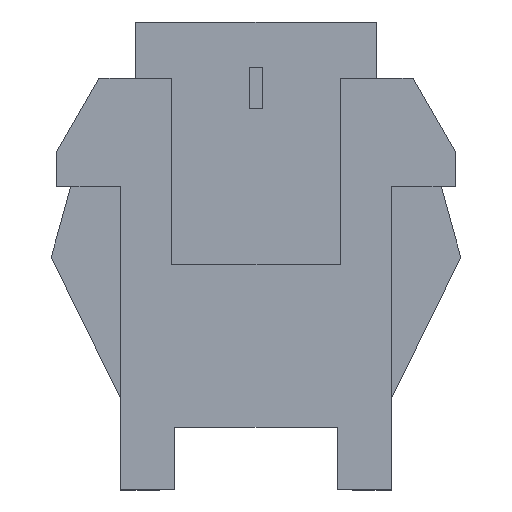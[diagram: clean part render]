
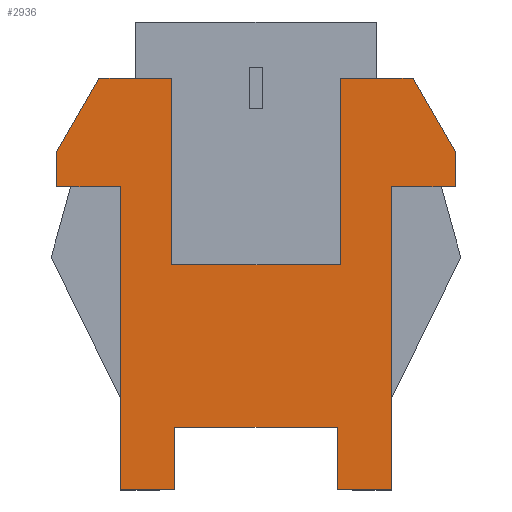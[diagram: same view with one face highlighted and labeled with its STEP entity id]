
A CAD part, front view. The second image highlights one B-rep face of the part: STEP entity #2936.
In plain terms, the highlighted planar face has unit normal (0, -1, 0).
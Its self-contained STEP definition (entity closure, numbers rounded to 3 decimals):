
#5 = FACE_OUTER_BOUND ( 'NONE', #2937, .T. ) ;
#97 = DIRECTION ( 'NONE',  ( 0., 0., 1. ) ) ;
#98 = DIRECTION ( 'NONE',  ( 0., 1., 0. ) ) ;
#99 = CARTESIAN_POINT ( 'NONE',  ( 6.25, -3.3, 0. ) ) ;
#100 = AXIS2_PLACEMENT_3D ( 'NONE', #99, #98, #97 ) ;
#103 = PLANE ( 'NONE',  #100 ) ;
#338 = DIRECTION ( 'NONE',  ( 1., 0., 0. ) ) ;
#339 = VECTOR ( 'NONE', #338, 1000. ) ;
#340 = CARTESIAN_POINT ( 'NONE',  ( -3.75, -3.3, 2.9 ) ) ;
#341 = LINE ( 'NONE', #340, #339 ) ;
#342 = DIRECTION ( 'NONE',  ( 0., 0., -1. ) ) ;
#343 = VECTOR ( 'NONE', #342, 1000. ) ;
#344 = CARTESIAN_POINT ( 'NONE',  ( -6.25, -3.3, 0. ) ) ;
#345 = LINE ( 'NONE', #344, #343 ) ;
#351 = DIRECTION ( 'NONE',  ( 0., 0., 1. ) ) ;
#352 = VECTOR ( 'NONE', #351, 1000. ) ;
#353 = CARTESIAN_POINT ( 'NONE',  ( -3.75, -3.3, 0. ) ) ;
#354 = LINE ( 'NONE', #353, #352 ) ;
#355 = CARTESIAN_POINT ( 'NONE',  ( 9.2, -3.3, 14. ) ) ;
#356 = DIRECTION ( 'NONE',  ( -1., 0., 0. ) ) ;
#357 = VECTOR ( 'NONE', #356, 1000. ) ;
#358 = CARTESIAN_POINT ( 'NONE',  ( 9.2, -3.3, 14. ) ) ;
#359 = LINE ( 'NONE', #358, #357 ) ;
#360 = CARTESIAN_POINT ( 'NONE',  ( 6.25, -3.3, 14. ) ) ;
#361 = DIRECTION ( 'NONE',  ( 0., 0., -1. ) ) ;
#362 = VECTOR ( 'NONE', #361, 1000. ) ;
#363 = CARTESIAN_POINT ( 'NONE',  ( 6.25, -3.3, 0. ) ) ;
#364 = LINE ( 'NONE', #363, #362 ) ;
#365 = DIRECTION ( 'NONE',  ( -1., 0., 0. ) ) ;
#366 = VECTOR ( 'NONE', #365, 1000. ) ;
#367 = CARTESIAN_POINT ( 'NONE',  ( 6.25, -3.3, 0. ) ) ;
#368 = LINE ( 'NONE', #367, #366 ) ;
#2470 = CARTESIAN_POINT ( 'NONE',  ( 7.25, -3.3, 19. ) ) ;
#2471 = DIRECTION ( 'NONE',  ( -1., 0., 0. ) ) ;
#2472 = VECTOR ( 'NONE', #2471, 1000. ) ;
#2473 = CARTESIAN_POINT ( 'NONE',  ( 6.25, -3.3, 19. ) ) ;
#2474 = LINE ( 'NONE', #2473, #2472 ) ;
#2475 = CARTESIAN_POINT ( 'NONE',  ( 3.9, -3.3, 19. ) ) ;
#2633 = DIRECTION ( 'NONE',  ( 0., 0., 1. ) ) ;
#2634 = VECTOR ( 'NONE', #2633, 1000. ) ;
#2635 = CARTESIAN_POINT ( 'NONE',  ( 9.2, -3.3, 19. ) ) ;
#2636 = LINE ( 'NONE', #2635, #2634 ) ;
#2638 = CARTESIAN_POINT ( 'NONE',  ( 3.75, -3.3, 2.9 ) ) ;
#2655 = VERTEX_POINT ( 'NONE', #3516 ) ;
#2669 = ORIENTED_EDGE ( 'NONE', *, *, #2999, .T. ) ;
#2670 = VERTEX_POINT ( 'NONE', #3884 ) ;
#2671 = VERTEX_POINT ( 'NONE', #3883 ) ;
#2672 = ORIENTED_EDGE ( 'NONE', *, *, #2695, .F. ) ;
#2673 = EDGE_CURVE ( 'NONE', #2674, #2692, #3882, .T. ) ;
#2674 = VERTEX_POINT ( 'NONE', #3878 ) ;
#2675 = ORIENTED_EDGE ( 'NONE', *, *, #2676, .T. ) ;
#2676 = EDGE_CURVE ( 'NONE', #2674, #2670, #3877, .T. ) ;
#2677 = ORIENTED_EDGE ( 'NONE', *, *, #2678, .F. ) ;
#2678 = EDGE_CURVE ( 'NONE', #2679, #2851, #3873, .T. ) ;
#2679 = VERTEX_POINT ( 'NONE', #3869 ) ;
#2680 = ORIENTED_EDGE ( 'NONE', *, *, #2681, .F. ) ;
#2681 = EDGE_CURVE ( 'NONE', #2682, #2679, #3868, .T. ) ;
#2682 = VERTEX_POINT ( 'NONE', #3864 ) ;
#2683 = ORIENTED_EDGE ( 'NONE', *, *, #2684, .F. ) ;
#2684 = EDGE_CURVE ( 'NONE', #2685, #2682, #3863, .T. ) ;
#2685 = VERTEX_POINT ( 'NONE', #3859 ) ;
#2686 = ORIENTED_EDGE ( 'NONE', *, *, #2687, .T. ) ;
#2687 = EDGE_CURVE ( 'NONE', #2685, #2688, #3858, .T. ) ;
#2688 = VERTEX_POINT ( 'NONE', #3854 ) ;
#2689 = ORIENTED_EDGE ( 'NONE', *, *, #2853, .T. ) ;
#2690 = ORIENTED_EDGE ( 'NONE', *, *, #2691, .T. ) ;
#2691 = EDGE_CURVE ( 'NONE', #2688, #2692, #3853, .T. ) ;
#2692 = VERTEX_POINT ( 'NONE', #3849 ) ;
#2693 = ORIENTED_EDGE ( 'NONE', *, *, #2673, .F. ) ;
#2694 = VERTEX_POINT ( 'NONE', #3848 ) ;
#2695 = EDGE_CURVE ( 'NONE', #2854, #2694, #3847, .T. ) ;
#2703 = ORIENTED_EDGE ( 'NONE', *, *, #2704, .T. ) ;
#2704 = EDGE_CURVE ( 'NONE', #2797, #2705, #3833, .T. ) ;
#2705 = VERTEX_POINT ( 'NONE', #3829 ) ;
#2706 = VERTEX_POINT ( 'NONE', #3828 ) ;
#2707 = EDGE_CURVE ( 'NONE', #2708, #2671, #3827, .T. ) ;
#2708 = VERTEX_POINT ( 'NONE', #3823 ) ;
#2709 = ORIENTED_EDGE ( 'NONE', *, *, #2995, .T. ) ;
#2797 = VERTEX_POINT ( 'NONE', #2638 ) ;
#2798 = ORIENTED_EDGE ( 'NONE', *, *, #2799, .T. ) ;
#2799 = EDGE_CURVE ( 'NONE', #2994, #2694, #2636, .T. ) ;
#2851 = VERTEX_POINT ( 'NONE', #2475 ) ;
#2853 = EDGE_CURVE ( 'NONE', #2854, #2851, #2474, .T. ) ;
#2854 = VERTEX_POINT ( 'NONE', #2470 ) ;
#2936 = ADVANCED_FACE ( 'NONE', ( #5 ), #103, .F. ) ;
#2937 = EDGE_LOOP ( 'NONE', ( #2672, #2689, #2677, #2680, #2683, #2686, #2690, #2693, #2675, #2669, #2972, #2709, #3000, #2703, #2987, #2989, #2992, #2798 ) ) ;
#2972 = ORIENTED_EDGE ( 'NONE', *, *, #2707, .F. ) ;
#2987 = ORIENTED_EDGE ( 'NONE', *, *, #2988, .F. ) ;
#2988 = EDGE_CURVE ( 'NONE', #2706, #2705, #368, .T. ) ;
#2989 = ORIENTED_EDGE ( 'NONE', *, *, #2990, .F. ) ;
#2990 = EDGE_CURVE ( 'NONE', #2991, #2706, #364, .T. ) ;
#2991 = VERTEX_POINT ( 'NONE', #360 ) ;
#2992 = ORIENTED_EDGE ( 'NONE', *, *, #2993, .F. ) ;
#2993 = EDGE_CURVE ( 'NONE', #2994, #2991, #359, .T. ) ;
#2994 = VERTEX_POINT ( 'NONE', #355 ) ;
#2995 = EDGE_CURVE ( 'NONE', #2708, #2655, #354, .T. ) ;
#2999 = EDGE_CURVE ( 'NONE', #2670, #2671, #345, .T. ) ;
#3000 = ORIENTED_EDGE ( 'NONE', *, *, #3001, .T. ) ;
#3001 = EDGE_CURVE ( 'NONE', #2655, #2797, #341, .T. ) ;
#3516 = CARTESIAN_POINT ( 'NONE',  ( -3.75, -3.3, 2.9 ) ) ;
#3823 = CARTESIAN_POINT ( 'NONE',  ( -3.75, -3.3, 0. ) ) ;
#3824 = DIRECTION ( 'NONE',  ( -1., 0., 0. ) ) ;
#3825 = VECTOR ( 'NONE', #3824, 1000. ) ;
#3826 = CARTESIAN_POINT ( 'NONE',  ( 6.25, -3.3, 0. ) ) ;
#3827 = LINE ( 'NONE', #3826, #3825 ) ;
#3828 = CARTESIAN_POINT ( 'NONE',  ( 6.25, -3.3, 0. ) ) ;
#3829 = CARTESIAN_POINT ( 'NONE',  ( 3.75, -3.3, 0. ) ) ;
#3830 = DIRECTION ( 'NONE',  ( 0., 0., -1. ) ) ;
#3831 = VECTOR ( 'NONE', #3830, 1000. ) ;
#3832 = CARTESIAN_POINT ( 'NONE',  ( 3.75, -3.3, 0. ) ) ;
#3833 = LINE ( 'NONE', #3832, #3831 ) ;
#3844 = DIRECTION ( 'NONE',  ( 0.5, 0., -0.866 ) ) ;
#3845 = VECTOR ( 'NONE', #3844, 1000. ) ;
#3846 = CARTESIAN_POINT ( 'NONE',  ( 15.227, -3.3, 5.183 ) ) ;
#3847 = LINE ( 'NONE', #3846, #3845 ) ;
#3848 = CARTESIAN_POINT ( 'NONE',  ( 9.2, -3.3, 15.623 ) ) ;
#3849 = CARTESIAN_POINT ( 'NONE',  ( -9.2, -3.3, 15.623 ) ) ;
#3850 = DIRECTION ( 'NONE',  ( -0.5, 0., -0.866 ) ) ;
#3851 = VECTOR ( 'NONE', #3850, 1000. ) ;
#3852 = CARTESIAN_POINT ( 'NONE',  ( -12.102, -3.3, 10.596 ) ) ;
#3853 = LINE ( 'NONE', #3852, #3851 ) ;
#3854 = CARTESIAN_POINT ( 'NONE',  ( -7.25, -3.3, 19. ) ) ;
#3855 = DIRECTION ( 'NONE',  ( -1., 0., 0. ) ) ;
#3856 = VECTOR ( 'NONE', #3855, 1000. ) ;
#3857 = CARTESIAN_POINT ( 'NONE',  ( 6.25, -3.3, 19. ) ) ;
#3858 = LINE ( 'NONE', #3857, #3856 ) ;
#3859 = CARTESIAN_POINT ( 'NONE',  ( -3.9, -3.3, 19. ) ) ;
#3860 = DIRECTION ( 'NONE',  ( 0., 0., -1. ) ) ;
#3861 = VECTOR ( 'NONE', #3860, 1000. ) ;
#3862 = CARTESIAN_POINT ( 'NONE',  ( -3.9, -3.3, 19. ) ) ;
#3863 = LINE ( 'NONE', #3862, #3861 ) ;
#3864 = CARTESIAN_POINT ( 'NONE',  ( -3.9, -3.3, 10.4 ) ) ;
#3865 = DIRECTION ( 'NONE',  ( 1., 0., 0. ) ) ;
#3866 = VECTOR ( 'NONE', #3865, 1000. ) ;
#3867 = CARTESIAN_POINT ( 'NONE',  ( 3.9, -3.3, 10.4 ) ) ;
#3868 = LINE ( 'NONE', #3867, #3866 ) ;
#3869 = CARTESIAN_POINT ( 'NONE',  ( 3.9, -3.3, 10.4 ) ) ;
#3870 = DIRECTION ( 'NONE',  ( 0., 0., 1. ) ) ;
#3871 = VECTOR ( 'NONE', #3870, 1000. ) ;
#3872 = CARTESIAN_POINT ( 'NONE',  ( 3.9, -3.3, 19. ) ) ;
#3873 = LINE ( 'NONE', #3872, #3871 ) ;
#3874 = DIRECTION ( 'NONE',  ( 1., 0., 0. ) ) ;
#3875 = VECTOR ( 'NONE', #3874, 1000. ) ;
#3876 = CARTESIAN_POINT ( 'NONE',  ( -9.2, -3.3, 14. ) ) ;
#3877 = LINE ( 'NONE', #3876, #3875 ) ;
#3878 = CARTESIAN_POINT ( 'NONE',  ( -9.2, -3.3, 14. ) ) ;
#3879 = DIRECTION ( 'NONE',  ( 0., 0., 1. ) ) ;
#3880 = VECTOR ( 'NONE', #3879, 1000. ) ;
#3881 = CARTESIAN_POINT ( 'NONE',  ( -9.2, -3.3, 19. ) ) ;
#3882 = LINE ( 'NONE', #3881, #3880 ) ;
#3883 = CARTESIAN_POINT ( 'NONE',  ( -6.25, -3.3, 0. ) ) ;
#3884 = CARTESIAN_POINT ( 'NONE',  ( -6.25, -3.3, 14. ) ) ;
